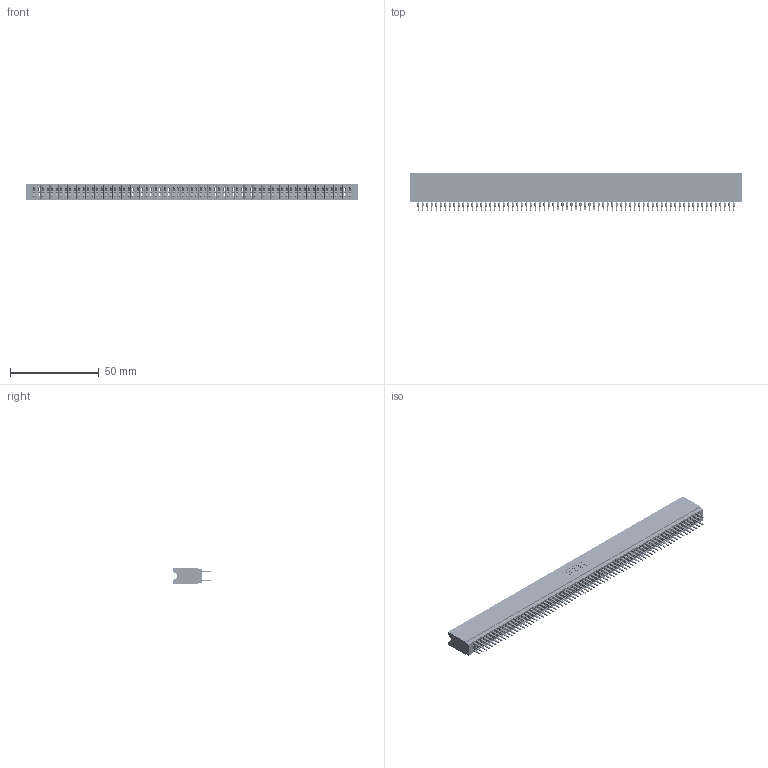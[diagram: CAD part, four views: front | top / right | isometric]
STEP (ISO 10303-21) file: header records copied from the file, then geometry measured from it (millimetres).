
FILE_DESCRIPTION (( 'STEP AP203' ), '1' );
FILE_NAME ('745-142-525-206.STEP', '2026-02-27T04:00:18', ( '' ), ( '' ), 'SwSTEP 2.0', 'SolidWorks 2023', '' );
FILE_SCHEMA (( 'CONFIG_CONTROL_DESIGN' ));
Length unit declared in the file: millimetre
Products named in the file (3): 745-292-001_525; 745 Part_Insulator Option - 06; 745-142-525-206
Assembly tree (143 placements, depth 2):
  745-142-525-206
    745 Part_Insulator Option - 06
    745-292-001_525  x142
Bounding box: 186.94 x 21.22 x 8.89 mm (x, y, z)
Volume: 16598.7 mm3; surface area: 34311.9 mm2
Topology: 143 solids, 143 shells, 12805 faces, 34411 edges, 21614 vertices
Faces by surface type: plane 6588, bspline 2840, cylinder 2525, torus 852
Entity records: 115591 total; most frequent: CARTESIAN_POINT 20542, ORIENTED_EDGE 20036, DIRECTION 17478, EDGE_CURVE 10018, LINE 9410, VECTOR 9410, VERTEX_POINT 6386, AXIS2_PLACEMENT_3D 4034
